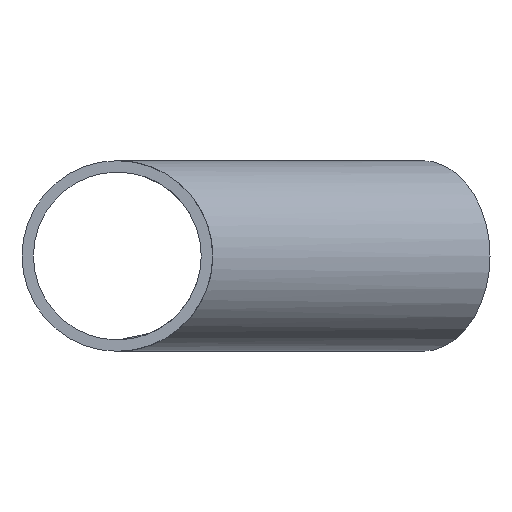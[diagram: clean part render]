
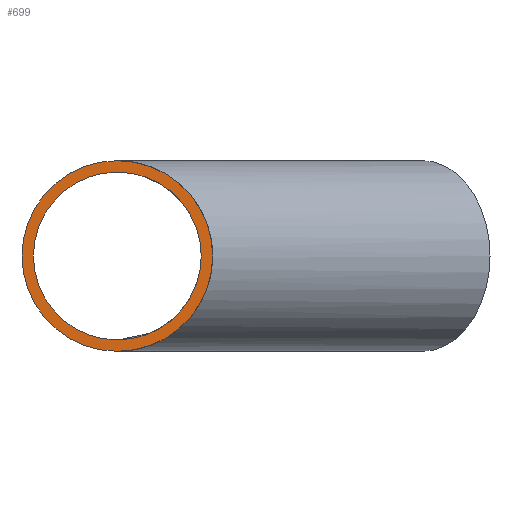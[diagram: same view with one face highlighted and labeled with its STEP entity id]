
A CAD part, front view. The second image highlights one B-rep face of the part: STEP entity #699.
In plain terms, the highlighted planar face has unit normal (0, -1, 0).
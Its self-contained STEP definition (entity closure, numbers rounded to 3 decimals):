
#305=CARTESIAN_POINT('',(-48.4,-151.,0.));
#306=VERTEX_POINT('',#305);
#313=CARTESIAN_POINT('',(0.,-151.,0.));
#314=DIRECTION('',(0.,1.,0.));
#315=DIRECTION('',(1.,0.,0.));
#316=AXIS2_PLACEMENT_3D('',#313,#314,#315);
#317=CIRCLE('',#316,48.4);
#318=EDGE_CURVE('',#306,#306,#317,.T.);
#637=CARTESIAN_POINT('',(-55.,-151.,0.));
#638=VERTEX_POINT('',#637);
#645=CARTESIAN_POINT('',(55.,-151.,0.));
#646=VERTEX_POINT('',#645);
#647=CARTESIAN_POINT('',(0.,-151.,0.));
#648=DIRECTION('',(0.,1.,0.));
#649=DIRECTION('',(1.,0.,0.));
#650=AXIS2_PLACEMENT_3D('',#647,#648,#649);
#651=CIRCLE('',#650,55.);
#652=EDGE_CURVE('',#638,#646,#651,.T.);
#654=EDGE_CURVE('',#646,#638,#651,.T.);
#687=ORIENTED_EDGE('',*,*,#654,.F.);
#688=ORIENTED_EDGE('',*,*,#652,.F.);
#689=EDGE_LOOP('',(#687,#688));
#690=FACE_OUTER_BOUND('',#689,.T.);
#691=ORIENTED_EDGE('',*,*,#318,.T.);
#692=EDGE_LOOP('',(#691));
#693=FACE_BOUND('',#692,.T.);
#694=CARTESIAN_POINT('',(0.,-151.,0.));
#695=DIRECTION('',(0.,1.,0.));
#696=DIRECTION('',(0.,0.,1.));
#697=AXIS2_PLACEMENT_3D('',#694,#695,#696);
#698=PLANE('',#697);
#699=ADVANCED_FACE('',(#690,#693),#698,.F.);
